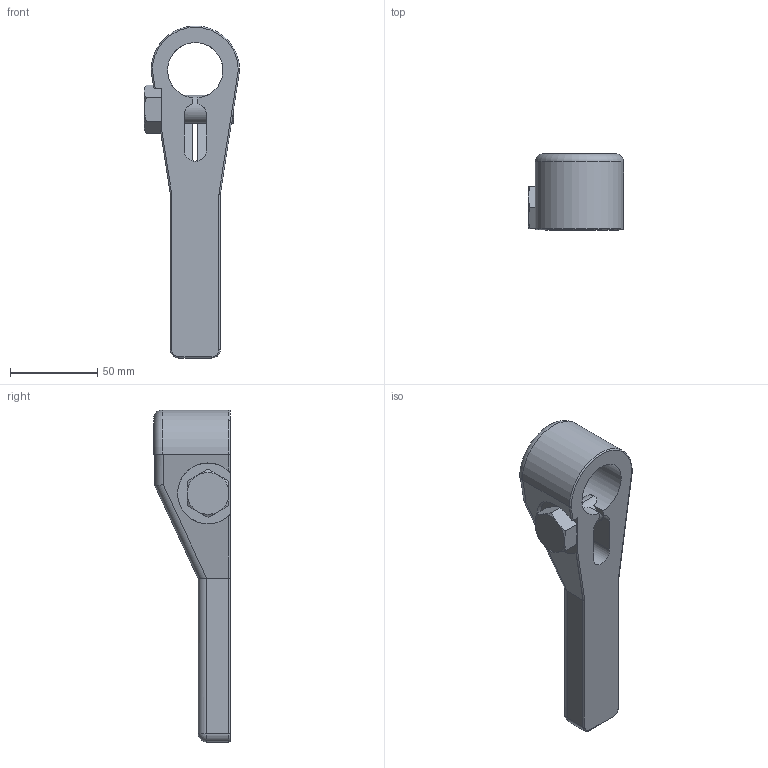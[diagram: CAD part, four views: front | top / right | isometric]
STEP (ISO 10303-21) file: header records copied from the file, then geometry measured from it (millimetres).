
FILE_DESCRIPTION((''),'2;1');
FILE_NAME('ILCM44113100','2020-02-04T',('npeters'),(''),'PRO/ENGINEER BY PARAMETRIC TECHNOLOGY CORPORATION, 2013320','PRO/ENGINEER BY PARAMETRIC TECHNOLOGY CORPORATION, 2013320','');
FILE_SCHEMA(('AUTOMOTIVE_DESIGN { 1 0 10303 214 1 1 1 1 }'));
Length unit declared in the file: millimetre
Products named in the file (1): ILCM44113100
Bounding box: 54.61 x 43.81 x 190.5 mm (x, y, z)
Volume: 147770.6 mm3; surface area: 32453.8 mm2
Topology: 1 solids, 1 shells, 76 faces, 199 edges, 125 vertices
Faces by surface type: plane 32, cylinder 32, cone 6, torus 4, sphere 2
Entity records: 3393 total; most frequent: CARTESIAN_POINT 722, ORIENTED_EDGE 398, DIRECTION 351, PRESENTATION_STYLE_ASSIGNMENT 216, STYLED_ITEM 200, CURVE_STYLE 199, EDGE_CURVE 199, AXIS2_PLACEMENT_3D 127
